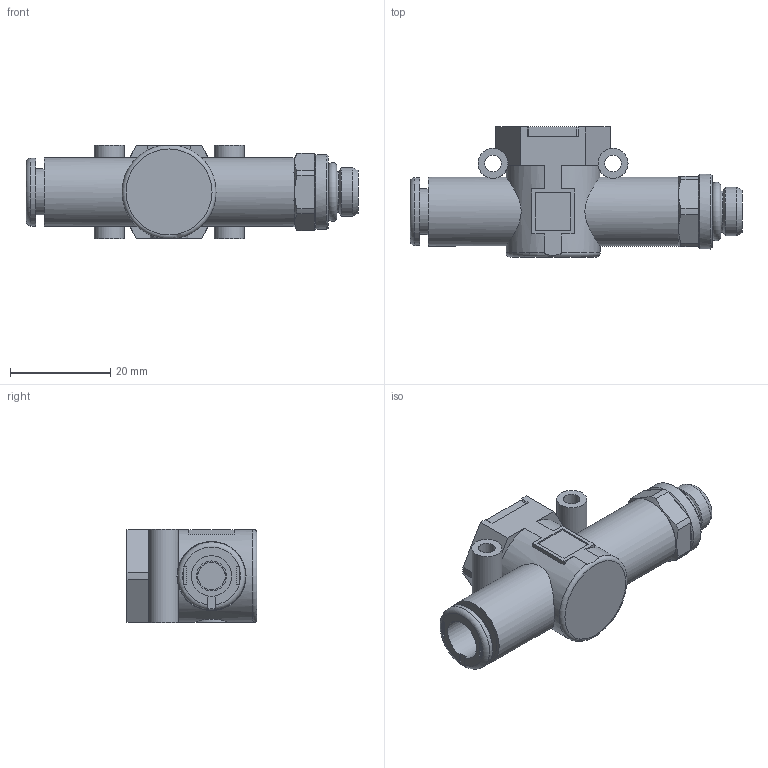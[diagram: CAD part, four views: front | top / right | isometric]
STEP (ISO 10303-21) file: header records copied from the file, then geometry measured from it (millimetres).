
FILE_DESCRIPTION( ( 'STEP AP214' ), ' ' );
FILE_NAME( '9064210.stp', '2017-03-31T09:56:33', ( '' ), ( '' ), ' ', 'PARTsolutions', ' ' );
FILE_SCHEMA( ( 'AUTOMOTIVE_DESIGN { 1 0 10303 214 1 1 1 1 }' ) );
Length unit declared in the file: millimetre
Products named in the file (5): 9064210; _LINE-ON-LINE D8 VSR-L body; _LINE-ON-LINE D8-1/8 thread port; _LINE-ON-LINE D8 VNR-L bushing; _LINE ON LINE D8 VNR-L plate
Assembly tree (4 placements, depth 2):
  9064210
    _LINE-ON-LINE D8 VSR-L body
    _LINE-ON-LINE D8-1/8 thread port
    _LINE-ON-LINE D8 VNR-L bushing
    _LINE ON LINE D8 VNR-L plate
Bounding box: 66.4 x 26 x 18.7 mm (x, y, z)
Volume: 8631.8 mm3; surface area: 9553.8 mm2
Topology: 4 solids, 4 shells, 159 faces, 372 edges, 241 vertices
Faces by surface type: plane 97, cylinder 51, cone 8, torus 3
Full cylindrical faces by diameter (mm): 3.3 x2, 5 x1, 5.5 x2, 6 x5, 8.1 x2, 8.2 x1, 9.2 x2, 9.4 x2, 9.5 x1, 9.728 x1, 11 x2, 11.66 x2, 12.5 x3, 13.6 x1, 13.8 x2, 15 x2
Entity records: 6219 total; most frequent: CARTESIAN_POINT 1348, DIRECTION 748, ORIENTED_EDGE 642, EDGE_CURVE 321, AXIS2_PLACEMENT_3D 293, EDGE_LOOP 236, VERTEX_POINT 234, FACE_OUTER_BOUND 193
